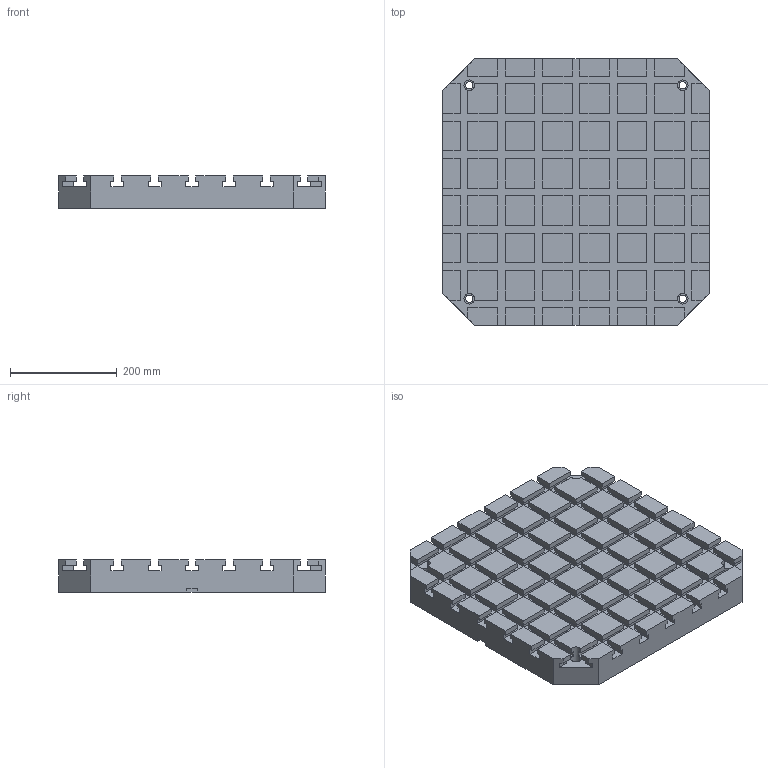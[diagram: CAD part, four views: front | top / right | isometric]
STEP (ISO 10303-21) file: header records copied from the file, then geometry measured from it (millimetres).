
FILE_DESCRIPTION(('STEP AP214'),'1');
FILE_NAME('halderv_eh_1200_800.stp','2014-06-18T11:45:01',('TraceParts'),('TraceParts S.A.'),'XStep 1.0',' ',' ');
FILE_SCHEMA(('automotive_design'));
Length unit declared in the file: millimetre
Products named in the file (1): 1
Bounding box: 500 x 500 x 60 mm (x, y, z)
Volume: 12253914.2 mm3; surface area: 894294.9 mm2
Topology: 1 solids, 1 shells, 600 faces, 1584 edges, 1056 vertices
Faces by surface type: plane 576, cylinder 24
Entity records: 36244 total; most frequent: CARTESIAN_POINT 3241, STYLED_ITEM 3240, PRESENTATION_STYLE_ASSIGNMENT 3240, COLOUR_RGB 3240, ORIENTED_EDGE 3168, DIRECTION 2850, EDGE_CURVE 1584, CURVE_STYLE 1584
